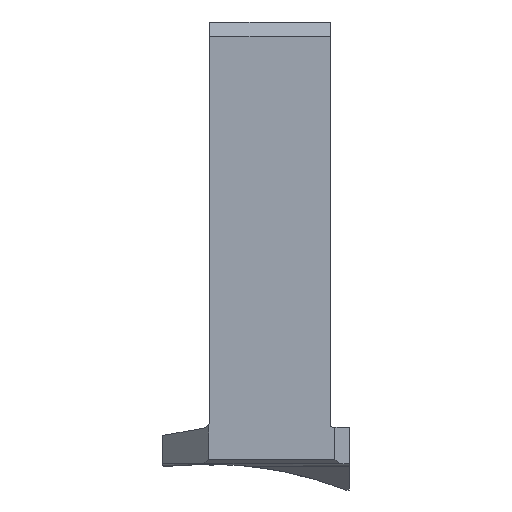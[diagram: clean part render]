
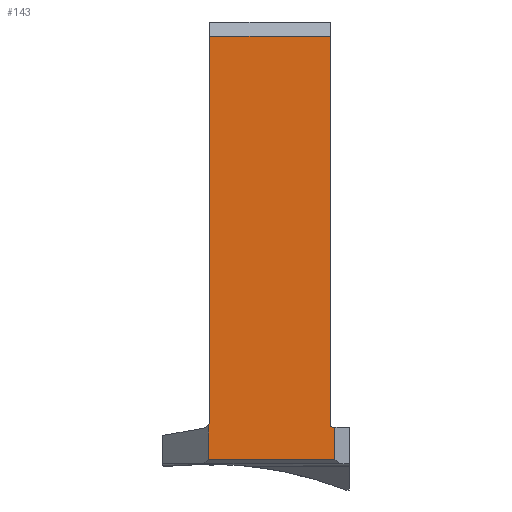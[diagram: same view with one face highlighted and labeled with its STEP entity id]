
A CAD part, left-side view. The second image highlights one B-rep face of the part: STEP entity #143.
In plain terms, the highlighted planar face has unit normal (-1, 0, 0).
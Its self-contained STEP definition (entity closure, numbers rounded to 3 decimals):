
#109=PLANE('',#1503);
#143=ADVANCED_FACE('CU_RIGHT_SU1',(#225),#109,.T.);
#225=FACE_OUTER_BOUND('',#287,.T.);
#287=EDGE_LOOP('',(#593,#594,#595,#596,#597,#598,#599,#600,#601));
#349=CIRCLE('',#1501,0.5);
#350=CIRCLE('',#1502,1.6);
#388=LINE('',#2102,#473);
#389=LINE('',#2105,#474);
#390=LINE('',#2107,#475);
#391=LINE('',#2111,#476);
#392=LINE('',#2113,#477);
#393=LINE('',#2115,#478);
#394=LINE('',#2119,#479);
#473=VECTOR('',#1629,1.);
#474=VECTOR('',#1630,1.);
#475=VECTOR('',#1631,1.);
#476=VECTOR('',#1634,1.);
#477=VECTOR('',#1635,1.);
#478=VECTOR('',#1636,1.);
#479=VECTOR('',#1639,1.);
#593=ORIENTED_EDGE('',*,*,#1148,.T.);
#594=ORIENTED_EDGE('',*,*,#1149,.T.);
#595=ORIENTED_EDGE('',*,*,#1150,.T.);
#596=ORIENTED_EDGE('',*,*,#1151,.T.);
#597=ORIENTED_EDGE('',*,*,#1152,.T.);
#598=ORIENTED_EDGE('',*,*,#1153,.T.);
#599=ORIENTED_EDGE('',*,*,#1154,.T.);
#600=ORIENTED_EDGE('',*,*,#1155,.T.);
#601=ORIENTED_EDGE('',*,*,#1156,.F.);
#995=VERTEX_POINT('',#2103);
#996=VERTEX_POINT('',#2104);
#997=VERTEX_POINT('',#2106);
#998=VERTEX_POINT('',#2108);
#999=VERTEX_POINT('',#2110);
#1000=VERTEX_POINT('',#2112);
#1001=VERTEX_POINT('',#2114);
#1002=VERTEX_POINT('',#2116);
#1003=VERTEX_POINT('',#2118);
#1148=EDGE_CURVE('',#995,#996,#388,.T.);
#1149=EDGE_CURVE('',#996,#997,#389,.T.);
#1150=EDGE_CURVE('',#997,#998,#390,.T.);
#1151=EDGE_CURVE('',#998,#999,#349,.T.);
#1152=EDGE_CURVE('',#999,#1000,#391,.T.);
#1153=EDGE_CURVE('',#1000,#1001,#392,.T.);
#1154=EDGE_CURVE('',#1001,#1002,#393,.T.);
#1155=EDGE_CURVE('',#1002,#1003,#350,.T.);
#1156=EDGE_CURVE('',#995,#1003,#394,.T.);
#1501=AXIS2_PLACEMENT_3D('',#2109,#1632,#1633);
#1502=AXIS2_PLACEMENT_3D('',#2117,#1637,#1638);
#1503=AXIS2_PLACEMENT_3D('',#2120,#1640,#1641);
#1629=DIRECTION('',(0.,-1.,0.));
#1630=DIRECTION('',(0.,0.,1.));
#1631=DIRECTION('',(0.,1.,0.));
#1632=DIRECTION('',(1.,0.,0.));
#1633=DIRECTION('',(0.,0.,1.));
#1634=DIRECTION('',(0.,0.,1.));
#1635=DIRECTION('',(0.,1.,0.));
#1636=DIRECTION('',(0.,0.,-1.));
#1637=DIRECTION('',(1.,0.,0.));
#1638=DIRECTION('',(0.,0.,1.));
#1639=DIRECTION('',(0.,0.,1.));
#1640=DIRECTION('',(-1.,0.,0.));
#1641=DIRECTION('',(0.,0.,1.));
#2102=CARTESIAN_POINT('',(0.,-110.,-90.65));
#2103=CARTESIAN_POINT('',(0.,25.2,-90.65));
#2104=CARTESIAN_POINT('',(0.,-1.,-90.65));
#2105=CARTESIAN_POINT('',(0.,-1.,-134.));
#2106=CARTESIAN_POINT('',(0.,-1.,-84.));
#2107=CARTESIAN_POINT('',(0.,-100.,-84.));
#2108=CARTESIAN_POINT('',(0.,-0.5,-84.));
#2109=CARTESIAN_POINT('',(0.,-0.5,-83.5));
#2110=CARTESIAN_POINT('',(0.,0.,-83.5));
#2111=CARTESIAN_POINT('',(0.,0.,-84.));
#2112=CARTESIAN_POINT('',(0.,0.,-3.));
#2113=CARTESIAN_POINT('',(0.,0.,-3.));
#2114=CARTESIAN_POINT('',(0.,24.925,-3.));
#2115=CARTESIAN_POINT('',(0.,24.925,0.));
#2116=CARTESIAN_POINT('',(0.,24.925,-82.657));
#2117=CARTESIAN_POINT('',(0.,26.525,-82.657));
#2118=CARTESIAN_POINT('',(0.,25.2,-83.554));
#2119=CARTESIAN_POINT('',(0.,25.2,-112.));
#2120=CARTESIAN_POINT('',(0.,-110.,-112.));
